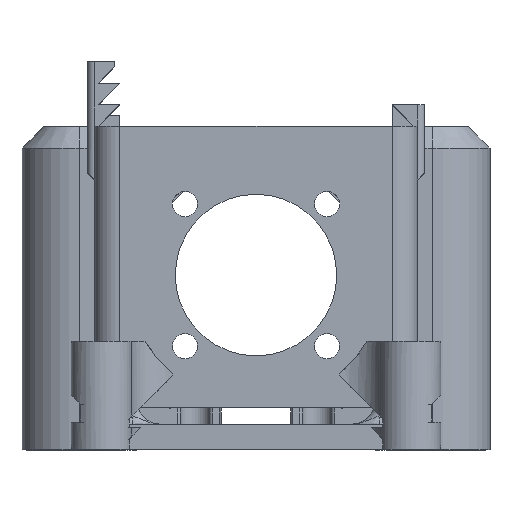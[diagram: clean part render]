
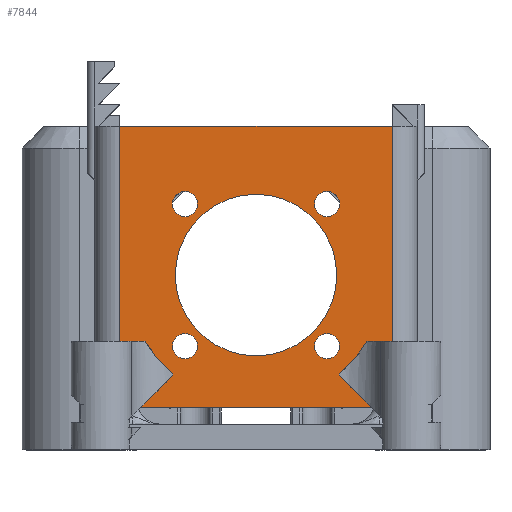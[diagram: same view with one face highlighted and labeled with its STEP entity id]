
A CAD part, top view. The second image highlights one B-rep face of the part: STEP entity #7844.
In plain terms, the highlighted planar face has unit normal (0, 0, 1).
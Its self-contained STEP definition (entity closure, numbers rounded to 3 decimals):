
#123=FACE_BOUND('',#1159,.T.);
#124=FACE_BOUND('',#1160,.T.);
#125=FACE_BOUND('',#1161,.T.);
#126=FACE_BOUND('',#1162,.T.);
#127=FACE_BOUND('',#1163,.T.);
#365=CIRCLE('',#8368,18.);
#366=CIRCLE('',#8369,18.);
#367=CIRCLE('',#8370,1.75);
#368=CIRCLE('',#8371,11.25);
#369=CIRCLE('',#8372,1.75);
#370=CIRCLE('',#8373,1.75);
#371=CIRCLE('',#8374,1.75);
#726=FACE_OUTER_BOUND('',#1158,.T.);
#1158=EDGE_LOOP('',(#5662,#5663,#5664,#5665,#5666,#5667,#5668,#5669,#5670,
#5671,#5672,#5673));
#1159=EDGE_LOOP('',(#5674));
#1160=EDGE_LOOP('',(#5675));
#1161=EDGE_LOOP('',(#5676));
#1162=EDGE_LOOP('',(#5677));
#1163=EDGE_LOOP('',(#5678));
#1716=LINE('',#11907,#2537);
#1717=LINE('',#11909,#2538);
#1718=LINE('',#11911,#2539);
#1719=LINE('',#11915,#2540);
#1720=LINE('',#11917,#2541);
#1721=LINE('',#11919,#2542);
#1722=LINE('',#11921,#2543);
#1723=LINE('',#11923,#2544);
#1724=LINE('',#11927,#2545);
#1725=LINE('',#11928,#2546);
#2537=VECTOR('',#9491,10.);
#2538=VECTOR('',#9492,10.);
#2539=VECTOR('',#9493,10.);
#2540=VECTOR('',#9496,10.);
#2541=VECTOR('',#9497,10.);
#2542=VECTOR('',#9498,10.);
#2543=VECTOR('',#9499,10.);
#2544=VECTOR('',#9500,10.);
#2545=VECTOR('',#9503,10.);
#2546=VECTOR('',#9504,10.);
#3343=VERTEX_POINT('',#11905);
#3344=VERTEX_POINT('',#11906);
#3345=VERTEX_POINT('',#11908);
#3346=VERTEX_POINT('',#11910);
#3347=VERTEX_POINT('',#11912);
#3348=VERTEX_POINT('',#11914);
#3349=VERTEX_POINT('',#11916);
#3350=VERTEX_POINT('',#11918);
#3351=VERTEX_POINT('',#11920);
#3352=VERTEX_POINT('',#11922);
#3353=VERTEX_POINT('',#11924);
#3354=VERTEX_POINT('',#11926);
#3355=VERTEX_POINT('',#11929);
#3356=VERTEX_POINT('',#11931);
#3357=VERTEX_POINT('',#11933);
#3358=VERTEX_POINT('',#11935);
#3359=VERTEX_POINT('',#11937);
#4205=EDGE_CURVE('',#3343,#3344,#1716,.T.);
#4206=EDGE_CURVE('',#3344,#3345,#1717,.T.);
#4207=EDGE_CURVE('',#3346,#3345,#1718,.T.);
#4208=EDGE_CURVE('',#3346,#3347,#365,.T.);
#4209=EDGE_CURVE('',#3347,#3348,#1719,.T.);
#4210=EDGE_CURVE('',#3349,#3348,#1720,.T.);
#4211=EDGE_CURVE('',#3350,#3349,#1721,.T.);
#4212=EDGE_CURVE('',#3351,#3350,#1722,.T.);
#4213=EDGE_CURVE('',#3351,#3352,#1723,.T.);
#4214=EDGE_CURVE('',#3352,#3353,#366,.T.);
#4215=EDGE_CURVE('',#3354,#3353,#1724,.T.);
#4216=EDGE_CURVE('',#3343,#3354,#1725,.T.);
#4217=EDGE_CURVE('',#3355,#3355,#367,.T.);
#4218=EDGE_CURVE('',#3356,#3356,#368,.T.);
#4219=EDGE_CURVE('',#3357,#3357,#369,.T.);
#4220=EDGE_CURVE('',#3358,#3358,#370,.T.);
#4221=EDGE_CURVE('',#3359,#3359,#371,.T.);
#5662=ORIENTED_EDGE('',*,*,#4205,.T.);
#5663=ORIENTED_EDGE('',*,*,#4206,.T.);
#5664=ORIENTED_EDGE('',*,*,#4207,.F.);
#5665=ORIENTED_EDGE('',*,*,#4208,.T.);
#5666=ORIENTED_EDGE('',*,*,#4209,.T.);
#5667=ORIENTED_EDGE('',*,*,#4210,.F.);
#5668=ORIENTED_EDGE('',*,*,#4211,.F.);
#5669=ORIENTED_EDGE('',*,*,#4212,.F.);
#5670=ORIENTED_EDGE('',*,*,#4213,.T.);
#5671=ORIENTED_EDGE('',*,*,#4214,.T.);
#5672=ORIENTED_EDGE('',*,*,#4215,.F.);
#5673=ORIENTED_EDGE('',*,*,#4216,.F.);
#5674=ORIENTED_EDGE('',*,*,#4217,.T.);
#5675=ORIENTED_EDGE('',*,*,#4218,.T.);
#5676=ORIENTED_EDGE('',*,*,#4219,.T.);
#5677=ORIENTED_EDGE('',*,*,#4220,.T.);
#5678=ORIENTED_EDGE('',*,*,#4221,.F.);
#7546=PLANE('',#8367);
#7844=ADVANCED_FACE('',(#726,#123,#124,#125,#126,#127),#7546,.T.);
#8367=AXIS2_PLACEMENT_3D('',#11904,#9489,#9490);
#8368=AXIS2_PLACEMENT_3D('',#11913,#9494,#9495);
#8369=AXIS2_PLACEMENT_3D('',#11925,#9501,#9502);
#8370=AXIS2_PLACEMENT_3D('',#11930,#9505,#9506);
#8371=AXIS2_PLACEMENT_3D('',#11932,#9507,#9508);
#8372=AXIS2_PLACEMENT_3D('',#11934,#9509,#9510);
#8373=AXIS2_PLACEMENT_3D('',#11936,#9511,#9512);
#8374=AXIS2_PLACEMENT_3D('',#11938,#9513,#9514);
#9489=DIRECTION('center_axis',(0.,0.,1.));
#9490=DIRECTION('ref_axis',(1.,0.,0.));
#9491=DIRECTION('',(1.,0.,0.));
#9492=DIRECTION('',(-0.707,0.707,0.));
#9493=DIRECTION('',(0.,-1.,0.));
#9494=DIRECTION('center_axis',(0.,0.,1.));
#9495=DIRECTION('ref_axis',(-1.,0.,0.));
#9496=DIRECTION('',(1.,0.,0.));
#9497=DIRECTION('',(0.,-1.,0.));
#9498=DIRECTION('',(1.,0.,0.));
#9499=DIRECTION('',(0.,1.,0.));
#9500=DIRECTION('',(1.,0.,0.));
#9501=DIRECTION('center_axis',(0.,0.,1.));
#9502=DIRECTION('ref_axis',(-1.,0.,0.));
#9503=DIRECTION('',(0.,1.,0.));
#9504=DIRECTION('',(0.707,0.707,0.));
#9505=DIRECTION('center_axis',(0.,0.,-1.));
#9506=DIRECTION('ref_axis',(-1.,0.,0.));
#9507=DIRECTION('center_axis',(0.,0.,-1.));
#9508=DIRECTION('ref_axis',(-1.,0.,0.));
#9509=DIRECTION('center_axis',(0.,0.,-1.));
#9510=DIRECTION('ref_axis',(-1.,0.,0.));
#9511=DIRECTION('center_axis',(0.,0.,-1.));
#9512=DIRECTION('ref_axis',(-1.,0.,0.));
#9513=DIRECTION('center_axis',(0.,0.,1.));
#9514=DIRECTION('ref_axis',(-1.,0.,0.));
#11904=CARTESIAN_POINT('Origin',(-22.5,0.,37.399));
#11905=CARTESIAN_POINT('',(-16.125,5.75,37.399));
#11906=CARTESIAN_POINT('',(16.125,5.75,37.399));
#11907=CARTESIAN_POINT('',(-3.188,5.75,37.399));
#11908=CARTESIAN_POINT('',(11.629,10.246,37.399));
#11909=CARTESIAN_POINT('',(18.75,3.125,37.399));
#11910=CARTESIAN_POINT('',(11.629,10.51,37.399));
#11911=CARTESIAN_POINT('',(11.629,0.,37.399));
#11912=CARTESIAN_POINT('',(15.441,15.,37.399));
#11913=CARTESIAN_POINT('Origin',(0.,24.25,37.399));
#11914=CARTESIAN_POINT('',(19.,15.,37.399));
#11915=CARTESIAN_POINT('',(-0.5,15.,37.399));
#11916=CARTESIAN_POINT('',(19.,45.,37.399));
#11917=CARTESIAN_POINT('',(19.,0.,37.399));
#11918=CARTESIAN_POINT('',(-19.,45.,37.399));
#11919=CARTESIAN_POINT('',(22.5,45.,37.399));
#11920=CARTESIAN_POINT('',(-19.,15.,37.399));
#11921=CARTESIAN_POINT('',(-19.,0.,37.399));
#11922=CARTESIAN_POINT('',(-15.441,15.,37.399));
#11923=CARTESIAN_POINT('',(-22.,15.,37.399));
#11924=CARTESIAN_POINT('',(-11.629,10.51,37.399));
#11925=CARTESIAN_POINT('Origin',(0.,24.25,37.399));
#11926=CARTESIAN_POINT('',(-11.629,10.246,37.399));
#11927=CARTESIAN_POINT('',(-11.629,0.,37.399));
#11928=CARTESIAN_POINT('',(-16.025,5.85,37.399));
#11929=CARTESIAN_POINT('',(-8.15,14.35,37.399));
#11930=CARTESIAN_POINT('Origin',(-9.9,14.35,37.399));
#11931=CARTESIAN_POINT('',(11.25,24.25,37.399));
#11932=CARTESIAN_POINT('Origin',(0.,24.25,37.399));
#11933=CARTESIAN_POINT('',(11.65,34.15,37.399));
#11934=CARTESIAN_POINT('Origin',(9.9,34.15,37.399));
#11935=CARTESIAN_POINT('',(-8.15,34.15,37.399));
#11936=CARTESIAN_POINT('Origin',(-9.9,34.15,37.399));
#11937=CARTESIAN_POINT('',(11.65,14.35,37.399));
#11938=CARTESIAN_POINT('Origin',(9.9,14.35,37.399));
